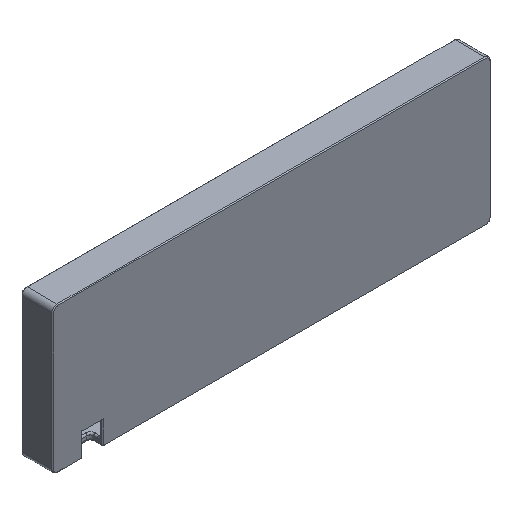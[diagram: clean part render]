
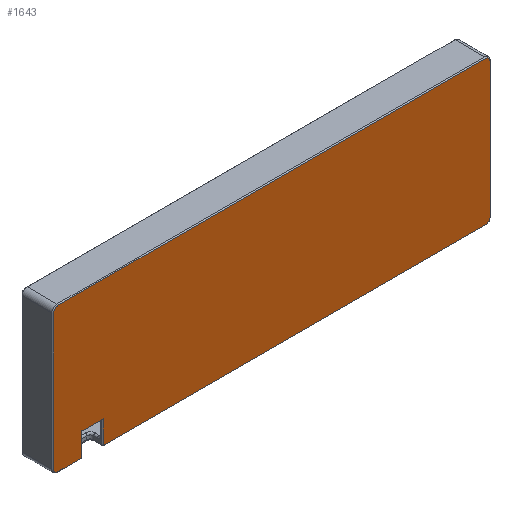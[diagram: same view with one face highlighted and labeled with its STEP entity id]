
A CAD part, isometric view. The second image highlights one B-rep face of the part: STEP entity #1643.
In plain terms, the highlighted planar face has unit normal (0, -1, 0).
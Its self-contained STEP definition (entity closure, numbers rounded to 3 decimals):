
#78=CIRCLE('',#1688,0.5);
#80=CIRCLE('',#1692,2.5);
#82=CIRCLE('',#1696,2.5);
#84=CIRCLE('',#1700,2.5);
#86=CIRCLE('',#1704,2.5);
#88=CIRCLE('',#1708,0.5);
#273=FACE_OUTER_BOUND('',#386,.T.);
#386=EDGE_LOOP('',(#1378,#1379,#1380,#1381,#1382,#1383,#1384,#1385,#1386,
#1387,#1388,#1389,#1390,#1391));
#435=LINE('',#2479,#561);
#438=LINE('',#2490,#564);
#442=LINE('',#2502,#568);
#446=LINE('',#2514,#572);
#450=LINE('',#2526,#576);
#454=LINE('',#2538,#580);
#458=LINE('',#2550,#584);
#519=LINE('',#2823,#645);
#561=VECTOR('',#1911,10.);
#564=VECTOR('',#1922,10.);
#568=VECTOR('',#1934,10.);
#572=VECTOR('',#1946,10.);
#576=VECTOR('',#1958,10.);
#580=VECTOR('',#1970,10.);
#584=VECTOR('',#1982,10.);
#645=VECTOR('',#2307,10.);
#684=VERTEX_POINT('',#2472);
#687=VERTEX_POINT('',#2477);
#689=VERTEX_POINT('',#2483);
#691=VERTEX_POINT('',#2488);
#693=VERTEX_POINT('',#2495);
#695=VERTEX_POINT('',#2500);
#697=VERTEX_POINT('',#2507);
#699=VERTEX_POINT('',#2512);
#701=VERTEX_POINT('',#2519);
#703=VERTEX_POINT('',#2524);
#705=VERTEX_POINT('',#2531);
#707=VERTEX_POINT('',#2536);
#709=VERTEX_POINT('',#2543);
#711=VERTEX_POINT('',#2548);
#827=EDGE_CURVE('',#687,#684,#435,.T.);
#830=EDGE_CURVE('',#689,#687,#78,.T.);
#832=EDGE_CURVE('',#691,#689,#438,.T.);
#836=EDGE_CURVE('',#693,#691,#80,.T.);
#838=EDGE_CURVE('',#695,#693,#442,.T.);
#842=EDGE_CURVE('',#697,#695,#82,.T.);
#844=EDGE_CURVE('',#699,#697,#446,.T.);
#848=EDGE_CURVE('',#701,#699,#84,.T.);
#850=EDGE_CURVE('',#703,#701,#450,.T.);
#854=EDGE_CURVE('',#705,#703,#86,.T.);
#856=EDGE_CURVE('',#707,#705,#454,.T.);
#860=EDGE_CURVE('',#709,#707,#88,.T.);
#862=EDGE_CURVE('',#711,#709,#458,.T.);
#1000=EDGE_CURVE('',#711,#684,#519,.T.);
#1378=ORIENTED_EDGE('',*,*,#1000,.T.);
#1379=ORIENTED_EDGE('',*,*,#827,.F.);
#1380=ORIENTED_EDGE('',*,*,#830,.F.);
#1381=ORIENTED_EDGE('',*,*,#832,.F.);
#1382=ORIENTED_EDGE('',*,*,#836,.F.);
#1383=ORIENTED_EDGE('',*,*,#838,.F.);
#1384=ORIENTED_EDGE('',*,*,#842,.F.);
#1385=ORIENTED_EDGE('',*,*,#844,.F.);
#1386=ORIENTED_EDGE('',*,*,#848,.F.);
#1387=ORIENTED_EDGE('',*,*,#850,.F.);
#1388=ORIENTED_EDGE('',*,*,#854,.F.);
#1389=ORIENTED_EDGE('',*,*,#856,.F.);
#1390=ORIENTED_EDGE('',*,*,#860,.F.);
#1391=ORIENTED_EDGE('',*,*,#862,.F.);
#1552=PLANE('',#1842);
#1643=ADVANCED_FACE('',(#273),#1552,.T.);
#1688=AXIS2_PLACEMENT_3D('',#2485,#1917,#1918);
#1692=AXIS2_PLACEMENT_3D('',#2497,#1929,#1930);
#1696=AXIS2_PLACEMENT_3D('',#2509,#1941,#1942);
#1700=AXIS2_PLACEMENT_3D('',#2521,#1953,#1954);
#1704=AXIS2_PLACEMENT_3D('',#2533,#1965,#1966);
#1708=AXIS2_PLACEMENT_3D('',#2545,#1977,#1978);
#1842=AXIS2_PLACEMENT_3D('',#2824,#2308,#2309);
#1911=DIRECTION('',(0.,0.,1.));
#1917=DIRECTION('center_axis',(0.,1.,0.));
#1918=DIRECTION('ref_axis',(-0.707,0.,-0.707));
#1922=DIRECTION('',(-1.,0.,0.));
#1929=DIRECTION('center_axis',(0.,1.,0.));
#1930=DIRECTION('ref_axis',(0.707,0.,-0.707));
#1934=DIRECTION('',(0.,0.,-1.));
#1941=DIRECTION('center_axis',(0.,1.,0.));
#1942=DIRECTION('ref_axis',(0.707,0.,0.707));
#1946=DIRECTION('',(1.,0.,0.));
#1953=DIRECTION('center_axis',(0.,1.,0.));
#1954=DIRECTION('ref_axis',(-0.707,0.,0.707));
#1958=DIRECTION('',(0.,0.,1.));
#1965=DIRECTION('center_axis',(0.,1.,0.));
#1966=DIRECTION('ref_axis',(-0.707,0.,-0.707));
#1970=DIRECTION('',(-1.,0.,0.));
#1977=DIRECTION('center_axis',(0.,1.,0.));
#1978=DIRECTION('ref_axis',(0.707,0.,-0.707));
#1982=DIRECTION('',(0.,0.,-1.));
#2307=DIRECTION('',(1.,0.,0.));
#2308=DIRECTION('center_axis',(0.,-1.,0.));
#2309=DIRECTION('ref_axis',(0.,0.,-1.));
#2472=CARTESIAN_POINT('',(25.175,-2.,9.425));
#2477=CARTESIAN_POINT('',(25.175,-2.,-3.6));
#2479=CARTESIAN_POINT('',(25.175,-2.,16.75));
#2483=CARTESIAN_POINT('',(25.675,-2.,-4.1));
#2485=CARTESIAN_POINT('Origin',(25.675,-2.,-3.6));
#2488=CARTESIAN_POINT('',(249.25,-2.,-4.1));
#2490=CARTESIAN_POINT('',(188.038,-2.,-4.1));
#2495=CARTESIAN_POINT('',(251.75,-2.,-1.6));
#2497=CARTESIAN_POINT('Origin',(249.25,-2.,-1.6));
#2500=CARTESIAN_POINT('',(251.75,-2.,77.8));
#2502=CARTESIAN_POINT('',(251.75,-2.,59.45));
#2507=CARTESIAN_POINT('',(249.25,-2.,80.3));
#2509=CARTESIAN_POINT('Origin',(249.25,-2.,77.8));
#2512=CARTESIAN_POINT('',(-1.6,-2.,80.3));
#2514=CARTESIAN_POINT('',(59.613,-2.,80.3));
#2519=CARTESIAN_POINT('',(-4.1,-2.,77.8));
#2521=CARTESIAN_POINT('Origin',(-1.6,-2.,77.8));
#2524=CARTESIAN_POINT('',(-4.1,-2.,-1.6));
#2526=CARTESIAN_POINT('',(-4.1,-2.,16.75));
#2531=CARTESIAN_POINT('',(-1.6,-2.,-4.1));
#2533=CARTESIAN_POINT('Origin',(-1.6,-2.,-1.6));
#2536=CARTESIAN_POINT('',(11.675,-2.,-4.1));
#2538=CARTESIAN_POINT('',(188.038,-2.,-4.1));
#2543=CARTESIAN_POINT('',(12.175,-2.,-3.6));
#2545=CARTESIAN_POINT('Origin',(11.675,-2.,-3.6));
#2548=CARTESIAN_POINT('',(12.175,-2.,9.425));
#2550=CARTESIAN_POINT('',(12.175,-2.,16.75));
#2823=CARTESIAN_POINT('',(71.25,-2.,9.425));
#2824=CARTESIAN_POINT('Origin',(123.825,-2.,38.1));
